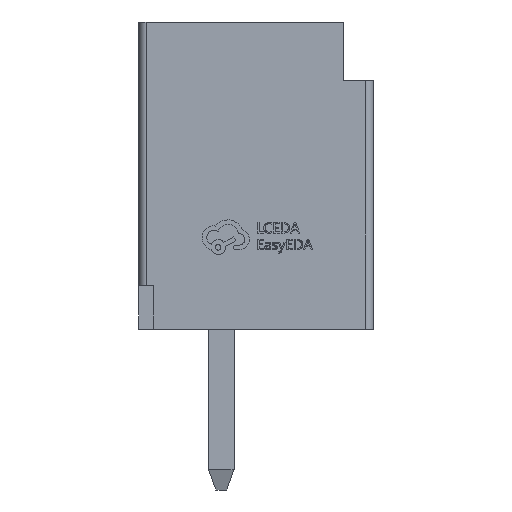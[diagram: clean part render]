
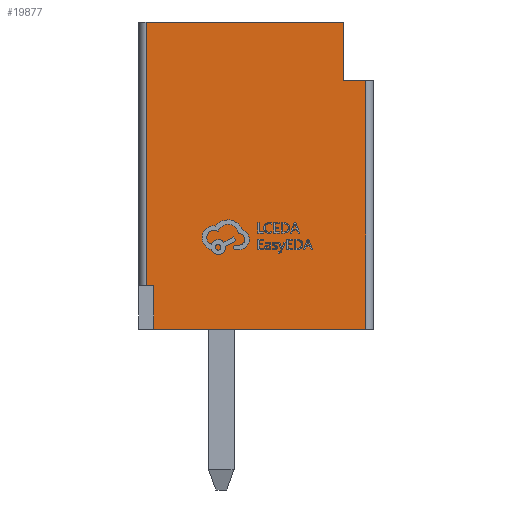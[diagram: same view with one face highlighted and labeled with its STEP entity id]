
A CAD part, left-side view. The second image highlights one B-rep face of the part: STEP entity #19877.
In plain terms, the highlighted planar face has unit normal (-1, 0, 0).
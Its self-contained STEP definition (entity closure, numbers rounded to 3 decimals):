
#269 = EDGE_CURVE ( 'NONE', #949, #14828, #11472, .T. ) ;
#771 = VECTOR ( 'NONE', #14527, 1000. ) ;
#949 = VERTEX_POINT ( 'NONE', #5220 ) ;
#1310 = EDGE_CURVE ( 'NONE', #11855, #14828, #15586, .T. ) ;
#1320 = FACE_OUTER_BOUND ( 'NONE', #14194, .T. ) ;
#1456 = VECTOR ( 'NONE', #18805, 1000. ) ;
#2540 = CARTESIAN_POINT ( 'NONE',  ( -3.375, 0.925, 0. ) ) ;
#2758 = CARTESIAN_POINT ( 'NONE',  ( -3.375, 1.125, 4.2 ) ) ;
#3186 = VERTEX_POINT ( 'NONE', #11258 ) ;
#3209 = DIRECTION ( 'NONE',  ( 0., 1., 0. ) ) ;
#3252 = DIRECTION ( 'NONE',  ( 0., 0., -1. ) ) ;
#3268 = CARTESIAN_POINT ( 'NONE',  ( -3.375, -1.675, 4.2 ) ) ;
#3590 = CARTESIAN_POINT ( 'NONE',  ( -3.375, 0.172, 0.6 ) ) ;
#4153 = LINE ( 'NONE', #10888, #16141 ) ;
#4801 = EDGE_CURVE ( 'NONE', #6680, #18875, #10665, .T. ) ;
#5198 = DIRECTION ( 'NONE',  ( 0., 1., 0. ) ) ;
#5220 = CARTESIAN_POINT ( 'NONE',  ( -3.375, 0.925, 0.6 ) ) ;
#5418 = EDGE_CURVE ( 'NONE', #11855, #10165, #18358, .T. ) ;
#5845 = DIRECTION ( 'NONE',  ( 0., -1., 0. ) ) ;
#6055 = DIRECTION ( 'NONE',  ( 0., 0., 1. ) ) ;
#6433 = LINE ( 'NONE', #3268, #1456 ) ;
#6680 = VERTEX_POINT ( 'NONE', #10883 ) ;
#6918 = CARTESIAN_POINT ( 'NONE',  ( -3.375, 1.025, 4.2 ) ) ;
#7288 = DIRECTION ( 'NONE',  ( 0., 0., 1. ) ) ;
#7548 = EDGE_CURVE ( 'NONE', #18875, #3186, #4153, .T. ) ;
#8078 = ORIENTED_EDGE ( 'NONE', *, *, #4801, .T. ) ;
#8181 = CARTESIAN_POINT ( 'NONE',  ( -3.375, 0.925, 0. ) ) ;
#8339 = VERTEX_POINT ( 'NONE', #8181 ) ;
#8479 = AXIS2_PLACEMENT_3D ( 'NONE', #2758, #10427, #18001 ) ;
#8483 = VECTOR ( 'NONE', #7288, 1000. ) ;
#8762 = ORIENTED_EDGE ( 'NONE', *, *, #7548, .T. ) ;
#8900 = VECTOR ( 'NONE', #6055, 1000. ) ;
#9039 = ORIENTED_EDGE ( 'NONE', *, *, #269, .F. ) ;
#10144 = ORIENTED_EDGE ( 'NONE', *, *, #17036, .T. ) ;
#10165 = VERTEX_POINT ( 'NONE', #18301 ) ;
#10184 = ORIENTED_EDGE ( 'NONE', *, *, #18582, .T. ) ;
#10427 = DIRECTION ( 'NONE',  ( 1., 0., 0. ) ) ;
#10665 = LINE ( 'NONE', #12205, #8900 ) ;
#10772 = ORIENTED_EDGE ( 'NONE', *, *, #5418, .F. ) ;
#10883 = CARTESIAN_POINT ( 'NONE',  ( -3.375, -1.975, 0. ) ) ;
#10888 = CARTESIAN_POINT ( 'NONE',  ( -3.375, -2.075, 3.4 ) ) ;
#11016 = CARTESIAN_POINT ( 'NONE',  ( -3.375, 1.125, 0. ) ) ;
#11023 = CARTESIAN_POINT ( 'NONE',  ( -3.375, -1.975, 3.4 ) ) ;
#11258 = CARTESIAN_POINT ( 'NONE',  ( -3.375, -1.675, 3.4 ) ) ;
#11313 = LINE ( 'NONE', #11016, #771 ) ;
#11472 = LINE ( 'NONE', #3590, #14337 ) ;
#11644 = VECTOR ( 'NONE', #5845, 1000. ) ;
#11855 = VERTEX_POINT ( 'NONE', #6918 ) ;
#12205 = CARTESIAN_POINT ( 'NONE',  ( -3.375, -1.975, 4.2 ) ) ;
#13383 = VECTOR ( 'NONE', #3252, 1000. ) ;
#13512 = ORIENTED_EDGE ( 'NONE', *, *, #16070, .F. ) ;
#14053 = CARTESIAN_POINT ( 'NONE',  ( -3.375, 1.025, 4.2 ) ) ;
#14194 = EDGE_LOOP ( 'NONE', ( #10144, #8078, #8762, #10184, #10772, #19235, #9039, #13512 ) ) ;
#14337 = VECTOR ( 'NONE', #5198, 1000. ) ;
#14527 = DIRECTION ( 'NONE',  ( 0., -1., 0. ) ) ;
#14812 = CARTESIAN_POINT ( 'NONE',  ( -3.375, 1.125, 4.2 ) ) ;
#14828 = VERTEX_POINT ( 'NONE', #14928 ) ;
#14928 = CARTESIAN_POINT ( 'NONE',  ( -3.375, 1.025, 0.6 ) ) ;
#15586 = LINE ( 'NONE', #14053, #13383 ) ;
#16070 = EDGE_CURVE ( 'NONE', #8339, #949, #16252, .T. ) ;
#16141 = VECTOR ( 'NONE', #3209, 1000. ) ;
#16252 = LINE ( 'NONE', #2540, #8483 ) ;
#17036 = EDGE_CURVE ( 'NONE', #8339, #6680, #11313, .T. ) ;
#18001 = DIRECTION ( 'NONE',  ( 0., 0., -1. ) ) ;
#18301 = CARTESIAN_POINT ( 'NONE',  ( -3.375, -1.675, 4.2 ) ) ;
#18358 = LINE ( 'NONE', #14812, #11644 ) ;
#18412 = PLANE ( 'NONE',  #8479 ) ;
#18582 = EDGE_CURVE ( 'NONE', #3186, #10165, #6433, .T. ) ;
#18805 = DIRECTION ( 'NONE',  ( 0., 0., 1. ) ) ;
#18875 = VERTEX_POINT ( 'NONE', #11023 ) ;
#19235 = ORIENTED_EDGE ( 'NONE', *, *, #1310, .T. ) ;
#19877 = ADVANCED_FACE ( 'NONE', ( #1320 ), #18412, .F. ) ;
